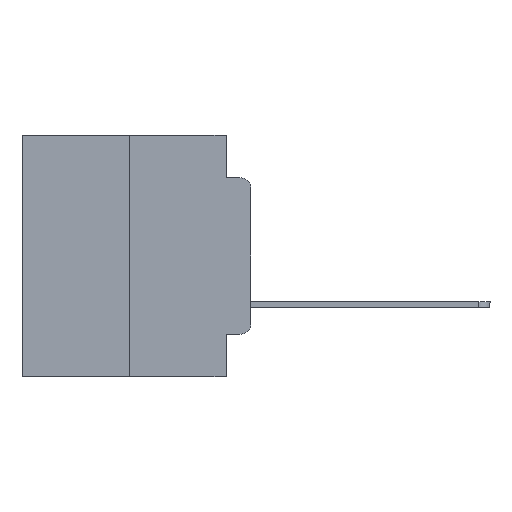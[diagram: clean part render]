
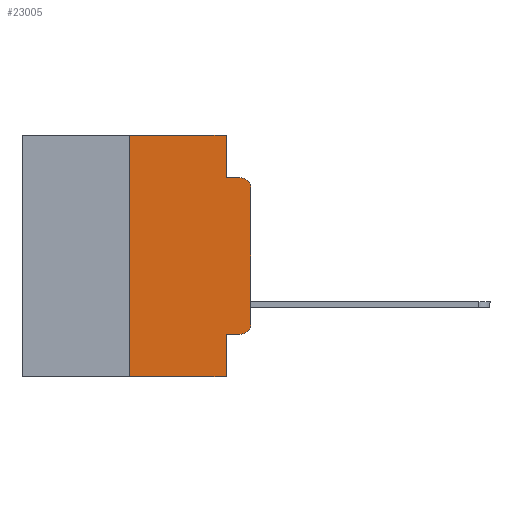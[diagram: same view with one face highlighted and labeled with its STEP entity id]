
A CAD part, left-side view. The second image highlights one B-rep face of the part: STEP entity #23005.
In plain terms, the highlighted planar face has unit normal (-1, 0, 0).
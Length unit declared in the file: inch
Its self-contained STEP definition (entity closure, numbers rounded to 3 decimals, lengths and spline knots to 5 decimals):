
#19 = VERTEX_POINT ( 'NONE', #14989 ) ;
#27 = DIRECTION ( 'NONE',  ( 0., 0., -1. ) ) ;
#488 = AXIS2_PLACEMENT_3D ( 'NONE', #20092, #9195, #27 ) ;
#632 = LINE ( 'NONE', #18531, #3096 ) ;
#778 = VERTEX_POINT ( 'NONE', #3087 ) ;
#1058 = DIRECTION ( 'NONE',  ( 0., -1., 0. ) ) ;
#1365 = VECTOR ( 'NONE', #16163, 39.37008 ) ;
#1457 = CARTESIAN_POINT ( 'NONE',  ( 0., 0.25, -0.5 ) ) ;
#2598 = CARTESIAN_POINT ( 'NONE',  ( 0., 0.473, -0.5 ) ) ;
#2683 = EDGE_CURVE ( 'NONE', #12494, #22949, #8879, .T. ) ;
#3087 = CARTESIAN_POINT ( 'NONE',  ( 0., 0.051, -0.0885 ) ) ;
#3096 = VECTOR ( 'NONE', #1058, 39.37008 ) ;
#3181 = DIRECTION ( 'NONE',  ( 0., 0., -1. ) ) ;
#3343 = EDGE_CURVE ( 'NONE', #19517, #11513, #16236, .T. ) ;
#3691 = EDGE_CURVE ( 'NONE', #24120, #778, #20620, .T. ) ;
#4496 = VECTOR ( 'NONE', #17450, 39.37008 ) ;
#5289 = CARTESIAN_POINT ( 'NONE',  ( 0., 0., 0. ) ) ;
#5881 = LINE ( 'NONE', #6151, #12050 ) ;
#6151 = CARTESIAN_POINT ( 'NONE',  ( 0., 0.051, -0.4115 ) ) ;
#6331 = ORIENTED_EDGE ( 'NONE', *, *, #13048, .T. ) ;
#6644 = AXIS2_PLACEMENT_3D ( 'NONE', #19021, #25376, #10418 ) ;
#6921 = PLANE ( 'NONE',  #488 ) ;
#7009 = LINE ( 'NONE', #15286, #4496 ) ;
#7697 = CARTESIAN_POINT ( 'NONE',  ( 0., 0.051, -0.0885 ) ) ;
#8397 = EDGE_CURVE ( 'NONE', #25926, #24120, #632, .T. ) ;
#8879 = LINE ( 'NONE', #2598, #18939 ) ;
#8883 = ORIENTED_EDGE ( 'NONE', *, *, #8397, .F. ) ;
#9195 = DIRECTION ( 'NONE',  ( 1., 0., 0. ) ) ;
#9227 = CARTESIAN_POINT ( 'NONE',  ( 0., 0.051, 0. ) ) ;
#9394 = CIRCLE ( 'NONE', #6644, 0.02 ) ;
#10238 = LINE ( 'NONE', #7697, #13508 ) ;
#10418 = DIRECTION ( 'NONE',  ( 0., 0., -1. ) ) ;
#11032 = DIRECTION ( 'NONE',  ( 0., -1., 0. ) ) ;
#11513 = VERTEX_POINT ( 'NONE', #25107 ) ;
#12050 = VECTOR ( 'NONE', #18895, 39.37008 ) ;
#12079 = ORIENTED_EDGE ( 'NONE', *, *, #16176, .T. ) ;
#12217 = DIRECTION ( 'NONE',  ( 0., 0., 1. ) ) ;
#12494 = VERTEX_POINT ( 'NONE', #1457 ) ;
#13048 = EDGE_CURVE ( 'NONE', #17756, #19517, #5881, .T. ) ;
#13334 = FACE_OUTER_BOUND ( 'NONE', #14951, .T. ) ;
#13508 = VECTOR ( 'NONE', #25220, 39.37008 ) ;
#14314 = DIRECTION ( 'NONE',  ( -1., 0., 0. ) ) ;
#14416 = LINE ( 'NONE', #5289, #1365 ) ;
#14652 = ORIENTED_EDGE ( 'NONE', *, *, #3691, .F. ) ;
#14814 = CARTESIAN_POINT ( 'NONE',  ( 0., 0., -0.1085 ) ) ;
#14951 = EDGE_LOOP ( 'NONE', ( #16643, #12079, #19696, #14652, #8883, #27724, #17183, #18092, #6331, #21947 ) ) ;
#14989 = CARTESIAN_POINT ( 'NONE',  ( 0., 0.02, -0.0885 ) ) ;
#15286 = CARTESIAN_POINT ( 'NONE',  ( 0., 0.051, 0. ) ) ;
#16163 = DIRECTION ( 'NONE',  ( 0., 0., 1. ) ) ;
#16176 = EDGE_CURVE ( 'NONE', #24079, #19, #9394, .T. ) ;
#16204 = CARTESIAN_POINT ( 'NONE',  ( 0., 0.02, -0.3915 ) ) ;
#16236 = CIRCLE ( 'NONE', #22201, 0.02 ) ;
#16292 = CARTESIAN_POINT ( 'NONE',  ( 0., 0.051, -0.4115 ) ) ;
#16568 = EDGE_CURVE ( 'NONE', #778, #19, #10238, .T. ) ;
#16643 = ORIENTED_EDGE ( 'NONE', *, *, #20663, .T. ) ;
#16686 = VECTOR ( 'NONE', #18452, 39.37008 ) ;
#17183 = ORIENTED_EDGE ( 'NONE', *, *, #2683, .T. ) ;
#17450 = DIRECTION ( 'NONE',  ( 0., 0., -1. ) ) ;
#17756 = VERTEX_POINT ( 'NONE', #16292 ) ;
#18092 = ORIENTED_EDGE ( 'NONE', *, *, #18915, .F. ) ;
#18285 = EDGE_CURVE ( 'NONE', #12494, #25926, #21134, .T. ) ;
#18452 = DIRECTION ( 'NONE',  ( 0., 0., -1. ) ) ;
#18531 = CARTESIAN_POINT ( 'NONE',  ( 0., 0.473, 0. ) ) ;
#18895 = DIRECTION ( 'NONE',  ( 0., -1., 0. ) ) ;
#18915 = EDGE_CURVE ( 'NONE', #17756, #22949, #7009, .T. ) ;
#18939 = VECTOR ( 'NONE', #11032, 39.37008 ) ;
#19021 = CARTESIAN_POINT ( 'NONE',  ( 0., 0.02, -0.1085 ) ) ;
#19517 = VERTEX_POINT ( 'NONE', #22167 ) ;
#19696 = ORIENTED_EDGE ( 'NONE', *, *, #16568, .F. ) ;
#20092 = CARTESIAN_POINT ( 'NONE',  ( 0., 0.473, 0. ) ) ;
#20620 = LINE ( 'NONE', #25362, #16686 ) ;
#20663 = EDGE_CURVE ( 'NONE', #11513, #24079, #14416, .T. ) ;
#21134 = LINE ( 'NONE', #23294, #27806 ) ;
#21947 = ORIENTED_EDGE ( 'NONE', *, *, #3343, .T. ) ;
#22167 = CARTESIAN_POINT ( 'NONE',  ( 0., 0.02, -0.4115 ) ) ;
#22201 = AXIS2_PLACEMENT_3D ( 'NONE', #16204, #14314, #3181 ) ;
#22558 = CARTESIAN_POINT ( 'NONE',  ( 0., 0.25, 0. ) ) ;
#22949 = VERTEX_POINT ( 'NONE', #25588 ) ;
#23005 = ADVANCED_FACE ( 'NONE', ( #13334 ), #6921, .F. ) ;
#23294 = CARTESIAN_POINT ( 'NONE',  ( 0., 0.25, 0. ) ) ;
#24079 = VERTEX_POINT ( 'NONE', #14814 ) ;
#24120 = VERTEX_POINT ( 'NONE', #9227 ) ;
#25107 = CARTESIAN_POINT ( 'NONE',  ( 0., 0., -0.3915 ) ) ;
#25220 = DIRECTION ( 'NONE',  ( 0., -1., 0. ) ) ;
#25362 = CARTESIAN_POINT ( 'NONE',  ( 0., 0.051, 0. ) ) ;
#25376 = DIRECTION ( 'NONE',  ( -1., 0., 0. ) ) ;
#25588 = CARTESIAN_POINT ( 'NONE',  ( 0., 0.051, -0.5 ) ) ;
#25926 = VERTEX_POINT ( 'NONE', #22558 ) ;
#27724 = ORIENTED_EDGE ( 'NONE', *, *, #18285, .F. ) ;
#27806 = VECTOR ( 'NONE', #12217, 39.37008 ) ;
